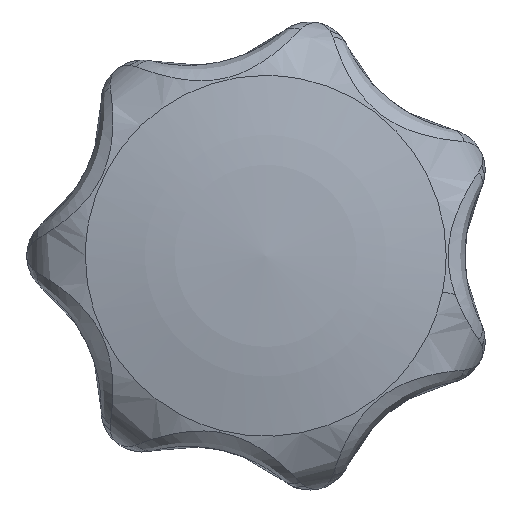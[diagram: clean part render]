
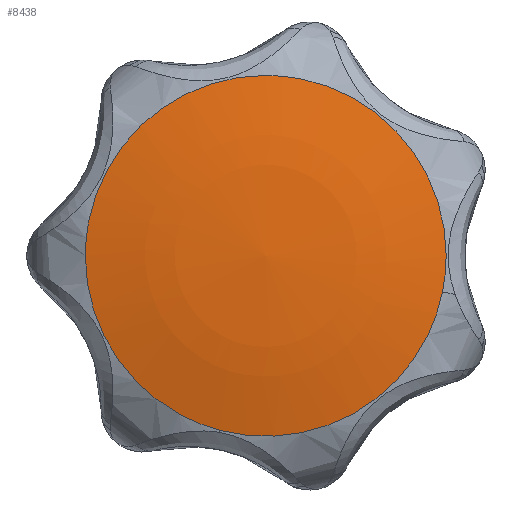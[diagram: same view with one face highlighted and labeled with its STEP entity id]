
A CAD part, top view. The second image highlights one B-rep face of the part: STEP entity #8438.
In plain terms, the highlighted free-form (B-spline) face has degree [2, 2] with [4, 4] control points.
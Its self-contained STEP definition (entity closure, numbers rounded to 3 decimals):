
#1379=CARTESIAN_POINT('',(-12.078,0.0,18.682));
#1380=VERTEX_POINT('',#1379);
#1381=CARTESIAN_POINT('',(-3.085,-11.678,18.682));
#1382=VERTEX_POINT('',#1381);
#1383=CARTESIAN_POINT('',(-12.078,0.0,18.682));
#1384=CARTESIAN_POINT('',(-12.079,-0.784,18.682));
#1385=CARTESIAN_POINT('',(-11.935,-2.25,18.682));
#1386=CARTESIAN_POINT('',(-11.398,-4.122,18.682));
#1387=CARTESIAN_POINT('',(-10.77,-5.517,18.682));
#1388=CARTESIAN_POINT('',(-10.093,-6.677,18.682));
#1389=CARTESIAN_POINT('',(-9.234,-7.842,18.682));
#1390=CARTESIAN_POINT('',(-8.226,-8.883,18.682));
#1391=CARTESIAN_POINT('',(-7.169,-9.745,18.682));
#1392=CARTESIAN_POINT('',(-6.205,-10.385,18.682));
#1393=CARTESIAN_POINT('',(-4.855,-11.103,18.682));
#1394=CARTESIAN_POINT('',(-3.804,-11.488,18.682));
#1395=CARTESIAN_POINT('',(-3.085,-11.678,18.682));
#1396=B_SPLINE_CURVE_WITH_KNOTS('',3,(#1383,#1384,#1385,#1386,#1387,#1388,#1389,#1390,#1391,#1392,#1393,#1394,#1395),.UNSPECIFIED.,.F.,.U.,(4,1,1,1,1,1,1,1,1,1,4),(0.,2.353,4.397,5.821,6.936,8.422,10.156,11.271,12.509,13.624,15.853),.UNSPECIFIED.);
#1397=EDGE_CURVE('',#1380,#1382,#1396,.T.);
#1399=CARTESIAN_POINT('',(0.,12.078,18.682));
#1400=VERTEX_POINT('',#1399);
#1401=CARTESIAN_POINT('',(0.,12.078,18.682));
#1402=CARTESIAN_POINT('',(-0.716,12.078,18.682));
#1403=CARTESIAN_POINT('',(-2.026,11.962,18.682));
#1404=CARTESIAN_POINT('',(-3.801,11.505,18.682));
#1405=CARTESIAN_POINT('',(-5.198,10.932,18.682));
#1406=CARTESIAN_POINT('',(-6.433,10.252,18.682));
#1407=CARTESIAN_POINT('',(-7.688,9.368,18.682));
#1408=CARTESIAN_POINT('',(-8.988,8.146,18.682));
#1409=CARTESIAN_POINT('',(-10.046,6.772,18.682));
#1410=CARTESIAN_POINT('',(-10.774,5.506,18.682));
#1411=CARTESIAN_POINT('',(-11.42,4.061,18.682));
#1412=CARTESIAN_POINT('',(-11.939,2.248,18.682));
#1413=CARTESIAN_POINT('',(-12.078,0.741,18.682));
#1414=CARTESIAN_POINT('',(-12.078,0.0,18.682));
#1415=B_SPLINE_CURVE_WITH_KNOTS('',3,(#1401,#1402,#1403,#1404,#1405,#1406,#1407,#1408,#1409,#1410,#1411,#1412,#1413,#1414),.UNSPECIFIED.,.F.,.U.,(4,1,1,1,1,1,1,1,1,1,1,4),(0.,2.149,3.928,5.484,6.67,8.152,10.079,12.006,13.34,14.452,16.749,18.973),.UNSPECIFIED.);
#1416=EDGE_CURVE('',#1400,#1380,#1415,.T.);
#1418=CARTESIAN_POINT('',(12.078,0.0,18.682));
#1419=VERTEX_POINT('',#1418);
#1420=CARTESIAN_POINT('',(12.078,0.0,18.682));
#1421=CARTESIAN_POINT('',(12.079,0.766,18.682));
#1422=CARTESIAN_POINT('',(11.953,2.075,18.682));
#1423=CARTESIAN_POINT('',(11.43,4.062,18.682));
#1424=CARTESIAN_POINT('',(10.666,5.786,18.682));
#1425=CARTESIAN_POINT('',(9.684,7.275,18.682));
#1426=CARTESIAN_POINT('',(8.763,8.343,18.682));
#1427=CARTESIAN_POINT('',(7.739,9.312,18.682));
#1428=CARTESIAN_POINT('',(6.545,10.197,18.682));
#1429=CARTESIAN_POINT('',(5.068,11.004,18.682));
#1430=CARTESIAN_POINT('',(3.518,11.597,18.682));
#1431=CARTESIAN_POINT('',(1.803,11.987,18.682));
#1432=CARTESIAN_POINT('',(0.618,12.078,18.682));
#1433=CARTESIAN_POINT('',(0.,12.078,18.682));
#1434=B_SPLINE_CURVE_WITH_KNOTS('',3,(#1420,#1421,#1422,#1423,#1424,#1425,#1426,#1427,#1428,#1429,#1430,#1431,#1432,#1433),.UNSPECIFIED.,.F.,.U.,(4,1,1,1,1,1,1,1,1,1,1,4),(0.,2.297,3.928,6.151,7.93,9.264,10.376,12.154,13.711,15.415,17.12,18.973),.UNSPECIFIED.);
#1435=EDGE_CURVE('',#1419,#1400,#1434,.T.);
#1437=CARTESIAN_POINT('',(11.835,-2.412,18.682));
#1438=VERTEX_POINT('',#1437);
#1439=CARTESIAN_POINT('',(11.835,-2.412,18.682));
#1440=CARTESIAN_POINT('',(11.997,-1.619,18.682));
#1441=CARTESIAN_POINT('',(12.078,-0.81,18.682));
#1442=CARTESIAN_POINT('',(12.078,0.0,18.682));
#1443=B_SPLINE_CURVE_WITH_KNOTS('',3,(#1439,#1440,#1441,#1442),.UNSPECIFIED.,.F.,.U.,(4,4),(0.,2.429),.UNSPECIFIED.);
#1444=EDGE_CURVE('',#1438,#1419,#1443,.T.);
#2024=CARTESIAN_POINT('',(-3.085,-11.678,18.682));
#2025=CARTESIAN_POINT('',(-2.194,-11.913,18.682));
#2026=CARTESIAN_POINT('',(-0.868,-12.105,18.682));
#2027=CARTESIAN_POINT('',(0.952,-12.066,18.682));
#2028=CARTESIAN_POINT('',(2.3,-11.886,18.682));
#2029=CARTESIAN_POINT('',(3.666,-11.536,18.682));
#2030=CARTESIAN_POINT('',(5.176,-10.96,18.682));
#2031=CARTESIAN_POINT('',(6.702,-10.11,18.682));
#2032=CARTESIAN_POINT('',(8.034,-9.061,18.682));
#2033=CARTESIAN_POINT('',(9.097,-7.986,18.682));
#2034=CARTESIAN_POINT('',(9.921,-6.936,18.682));
#2035=CARTESIAN_POINT('',(10.618,-5.8,18.682));
#2036=CARTESIAN_POINT('',(11.32,-4.345,18.682));
#2037=CARTESIAN_POINT('',(11.677,-3.19,18.682));
#2038=CARTESIAN_POINT('',(11.835,-2.412,18.682));
#2039=B_SPLINE_CURVE_WITH_KNOTS('',3,(#2024,#2025,#2026,#2027,#2028,#2029,#2030,#2031,#2032,#2033,#2034,#2035,#2036,#2037,#2038),.UNSPECIFIED.,.F.,.U.,(4,1,1,1,1,1,1,1,1,1,1,1,4),(0.,2.765,3.994,5.454,6.836,8.219,10.293,12.06,13.289,14.825,16.054,17.283,19.664),.UNSPECIFIED.);
#2040=EDGE_CURVE('',#1382,#1438,#2039,.T.);
#8407=CARTESIAN_POINT('',(-13.067,-13.066,16.863));
#8408=CARTESIAN_POINT('',(-6.63,-13.251,18.409));
#8409=CARTESIAN_POINT('',(6.622,-13.251,18.411));
#8410=CARTESIAN_POINT('',(13.067,-13.065,16.863));
#8411=CARTESIAN_POINT('',(-13.252,-6.629,18.409));
#8412=CARTESIAN_POINT('',(-6.726,-6.724,19.998));
#8413=CARTESIAN_POINT('',(6.717,-6.724,20.));
#8414=CARTESIAN_POINT('',(13.252,-6.629,18.409));
#8415=CARTESIAN_POINT('',(-13.252,6.623,18.41));
#8416=CARTESIAN_POINT('',(-6.726,6.718,20.));
#8417=CARTESIAN_POINT('',(6.717,6.718,20.002));
#8418=CARTESIAN_POINT('',(13.252,6.623,18.41));
#8419=CARTESIAN_POINT('',(-13.066,13.067,16.863));
#8420=CARTESIAN_POINT('',(-6.63,13.252,18.408));
#8421=CARTESIAN_POINT('',(6.622,13.252,18.41));
#8422=CARTESIAN_POINT('',(13.067,13.067,16.863));
#8430=(BOUNDED_SURFACE()B_SPLINE_SURFACE(2,2,((#8407,#8411,#8415,#8419),(#8408,#8412,#8416,#8420),(#8409,#8413,#8417,#8421),(#8410,#8414,#8418,#8422)),.UNSPECIFIED.,.F.,.F.,.U.)B_SPLINE_SURFACE_WITH_KNOTS((3,1,3),(3,1,3),(0.0,13.339,26.694),(0.0,13.34,26.693),.UNSPECIFIED.)GEOMETRIC_REPRESENTATION_ITEM()RATIONAL_B_SPLINE_SURFACE(((1.029,1.014,1.014,1.029),(1.014,1.0,1.0,1.014),(1.014,1.0,1.0,1.014),(1.029,1.014,1.014,1.029)))REPRESENTATION_ITEM('')SURFACE());
#8431=ORIENTED_EDGE('',*,*,#1397,.T.);
#8432=ORIENTED_EDGE('',*,*,#2040,.T.);
#8433=ORIENTED_EDGE('',*,*,#1444,.T.);
#8434=ORIENTED_EDGE('',*,*,#1435,.T.);
#8435=ORIENTED_EDGE('',*,*,#1416,.T.);
#8436=EDGE_LOOP('',(#8431,#8432,#8433,#8434,#8435));
#8437=FACE_OUTER_BOUND('',#8436,.T.);
#8438=ADVANCED_FACE('',(#8437),#8430,.T.);
